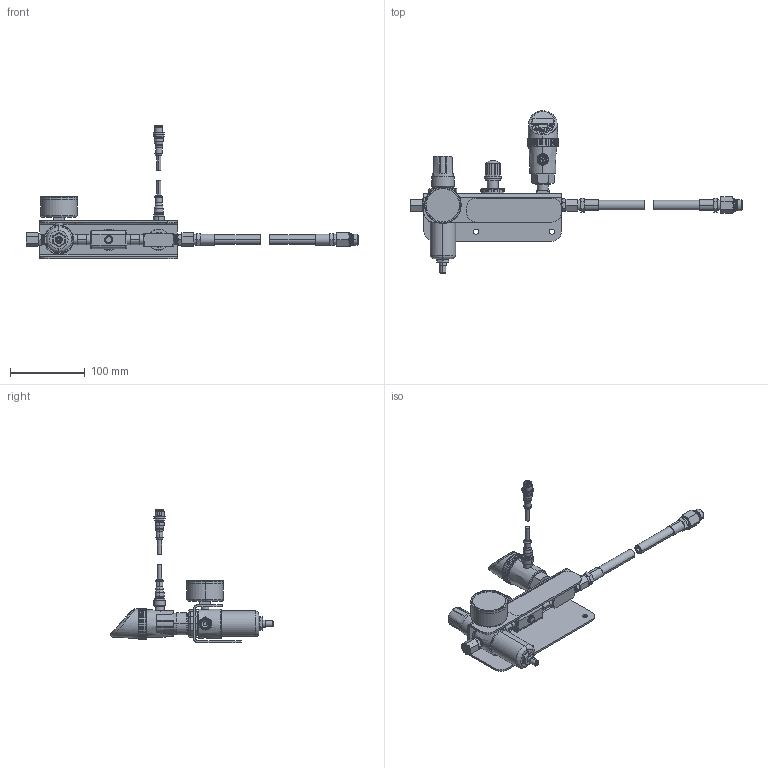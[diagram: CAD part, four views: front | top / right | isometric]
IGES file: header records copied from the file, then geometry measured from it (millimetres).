
Start section:  PTC IGES file: ilc50824000.igs
Global section: file name: ilc50824000.igs; native system: Creo Parametric by Parametric Technology Corporation; preprocessor: 2013320; author: kr; organization: Unknown; date: 20180716.113310; units: inch
Bounding box: 444.47 x 217.54 x 178.59 mm (x, y, z)
Surface area: 136212.1 mm2 (no closed solid volume)
Topology: 0 solids, 0 shells, 1301 faces, 9723 edges, 12663 vertices
Faces by surface type: revolution 883, bspline 415, extrusion 3
